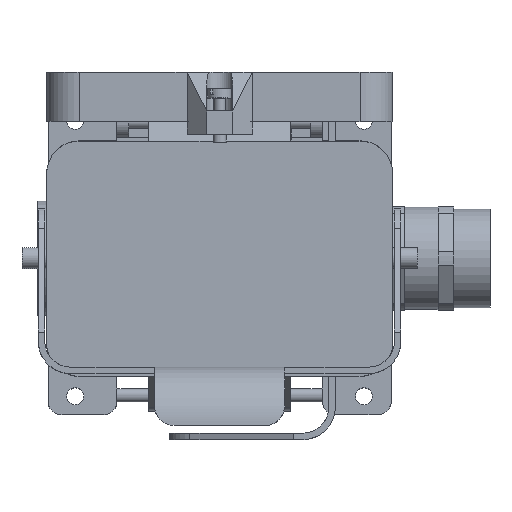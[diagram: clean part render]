
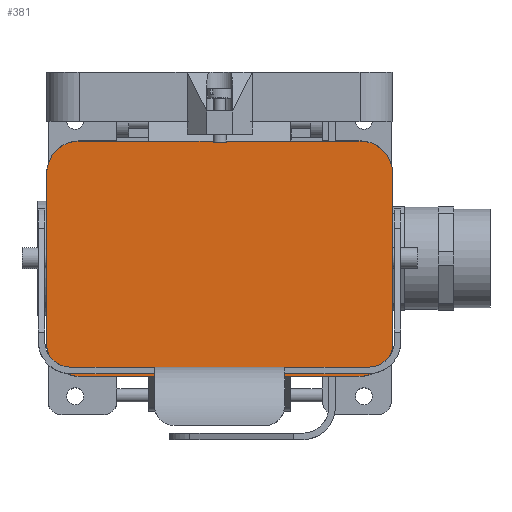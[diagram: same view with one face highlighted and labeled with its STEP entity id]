
A CAD part, top view. The second image highlights one B-rep face of the part: STEP entity #381.
In plain terms, the highlighted planar face has unit normal (0, 0, 1).
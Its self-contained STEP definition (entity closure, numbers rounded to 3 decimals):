
#381 = ADVANCED_FACE( '', ( #1019 ), #1020, .T. );
#1019 = FACE_OUTER_BOUND( '', #2000, .T. );
#1020 = PLANE( '', #2001 );
#2000 = EDGE_LOOP( '', ( #3078, #3079, #3080, #3081, #3082, #3083, #3084, #3085, #3086, #3087, #3088, #3089, #3090, #3091 ) );
#2001 = AXIS2_PLACEMENT_3D( '', #3092, #3093, #3094 );
#3078 = ORIENTED_EDGE( '', *, *, #5711, .F. );
#3079 = ORIENTED_EDGE( '', *, *, #5712, .T. );
#3080 = ORIENTED_EDGE( '', *, *, #5713, .T. );
#3081 = ORIENTED_EDGE( '', *, *, #5714, .F. );
#3082 = ORIENTED_EDGE( '', *, *, #5715, .F. );
#3083 = ORIENTED_EDGE( '', *, *, #5716, .F. );
#3084 = ORIENTED_EDGE( '', *, *, #5717, .T. );
#3085 = ORIENTED_EDGE( '', *, *, #5718, .T. );
#3086 = ORIENTED_EDGE( '', *, *, #5719, .F. );
#3087 = ORIENTED_EDGE( '', *, *, #5720, .T. );
#3088 = ORIENTED_EDGE( '', *, *, #5721, .T. );
#3089 = ORIENTED_EDGE( '', *, *, #5722, .T. );
#3090 = ORIENTED_EDGE( '', *, *, #5723, .F. );
#3091 = ORIENTED_EDGE( '', *, *, #5724, .F. );
#3092 = CARTESIAN_POINT( '', ( -54., 32.75, 19. ) );
#3093 = DIRECTION( '', ( 0., 0., 1. ) );
#3094 = DIRECTION( '', ( 1., 0., 0. ) );
#5711 = EDGE_CURVE( '', #6844, #6845, #6846, .T. );
#5712 = EDGE_CURVE( '', #6844, #6847, #6848, .T. );
#5713 = EDGE_CURVE( '', #6847, #6849, #6850, .T. );
#5714 = EDGE_CURVE( '', #6851, #6849, #6852, .T. );
#5715 = EDGE_CURVE( '', #6853, #6851, #6854, .T. );
#5716 = EDGE_CURVE( '', #6855, #6853, #6856, .T. );
#5717 = EDGE_CURVE( '', #6855, #6857, #6858, .T. );
#5718 = EDGE_CURVE( '', #6857, #6859, #6860, .F. );
#5719 = EDGE_CURVE( '', #6861, #6859, #6862, .T. );
#5720 = EDGE_CURVE( '', #6861, #6863, #6864, .T. );
#5721 = EDGE_CURVE( '', #6863, #6865, #6866, .T. );
#5722 = EDGE_CURVE( '', #6865, #6867, #6868, .T. );
#5723 = EDGE_CURVE( '', #6869, #6867, #6870, .T. );
#5724 = EDGE_CURVE( '', #6845, #6869, #6871, .T. );
#6844 = VERTEX_POINT( '', #8494 );
#6845 = VERTEX_POINT( '', #8495 );
#6846 = LINE( '', #8496, #8497 );
#6847 = VERTEX_POINT( '', #8498 );
#6848 = LINE( '', #8499, #8500 );
#6849 = VERTEX_POINT( '', #8501 );
#6850 = CIRCLE( '', #8502, 12.5 );
#6851 = VERTEX_POINT( '', #8503 );
#6852 = LINE( '', #8504, #8505 );
#6853 = VERTEX_POINT( '', #8506 );
#6854 = CIRCLE( '', #8507, 12.5 );
#6855 = VERTEX_POINT( '', #8508 );
#6856 = LINE( '', #8509, #8510 );
#6857 = VERTEX_POINT( '', #8511 );
#6858 = LINE( '', #8512, #8513 );
#6859 = VERTEX_POINT( '', #8514 );
#6860 = CIRCLE( '', #8515, 5. );
#6861 = VERTEX_POINT( '', #8516 );
#6862 = LINE( '', #8517, #8518 );
#6863 = VERTEX_POINT( '', #8519 );
#6864 = LINE( '', #8520, #8521 );
#6865 = VERTEX_POINT( '', #8522 );
#6866 = CIRCLE( '', #8523, 12.5 );
#6867 = VERTEX_POINT( '', #8524 );
#6868 = LINE( '', #8525, #8526 );
#6869 = VERTEX_POINT( '', #8527 );
#6870 = CIRCLE( '', #8528, 12.5 );
#6871 = LINE( '', #8529, #8530 );
#8494 = CARTESIAN_POINT( '', ( 27.25, -45.25, 19. ) );
#8495 = CARTESIAN_POINT( '', ( -27.25, -45.25, 19. ) );
#8496 = CARTESIAN_POINT( '', ( 0., -45.25, 19. ) );
#8497 = VECTOR( '', #10632, 1000. );
#8498 = CARTESIAN_POINT( '', ( 54., -45.25, 19. ) );
#8499 = CARTESIAN_POINT( '', ( 0., -45.25, 19. ) );
#8500 = VECTOR( '', #10633, 1000. );
#8501 = CARTESIAN_POINT( '', ( 66.5, -32.75, 19. ) );
#8502 = AXIS2_PLACEMENT_3D( '', #10634, #10635, #10636 );
#8503 = CARTESIAN_POINT( '', ( 66.5, 32.75, 19. ) );
#8504 = CARTESIAN_POINT( '', ( 66.5, 32.75, 19. ) );
#8505 = VECTOR( '', #10637, 1000. );
#8506 = CARTESIAN_POINT( '', ( 54., 45.25, 19. ) );
#8507 = AXIS2_PLACEMENT_3D( '', #10638, #10639, #10640 );
#8508 = CARTESIAN_POINT( '', ( 12.5, 45.25, 19. ) );
#8509 = CARTESIAN_POINT( '', ( 0., 45.25, 19. ) );
#8510 = VECTOR( '', #10641, 1000. );
#8511 = CARTESIAN_POINT( '', ( 4.33, 45.25, 19. ) );
#8512 = CARTESIAN_POINT( '', ( 132.126, 45.25, 19. ) );
#8513 = VECTOR( '', #10642, 1000. );
#8514 = CARTESIAN_POINT( '', ( -4.33, 45.25, 19. ) );
#8515 = AXIS2_PLACEMENT_3D( '', #10643, #10644, #10645 );
#8516 = CARTESIAN_POINT( '', ( -12.5, 45.25, 19. ) );
#8517 = CARTESIAN_POINT( '', ( -132.126, 45.25, 19. ) );
#8518 = VECTOR( '', #10646, 1000. );
#8519 = CARTESIAN_POINT( '', ( -54., 45.25, 19. ) );
#8520 = CARTESIAN_POINT( '', ( 0., 45.25, 19. ) );
#8521 = VECTOR( '', #10647, 1000. );
#8522 = CARTESIAN_POINT( '', ( -66.5, 32.75, 19. ) );
#8523 = AXIS2_PLACEMENT_3D( '', #10648, #10649, #10650 );
#8524 = CARTESIAN_POINT( '', ( -66.5, -32.75, 19. ) );
#8525 = CARTESIAN_POINT( '', ( -66.5, 32.75, 19. ) );
#8526 = VECTOR( '', #10651, 1000. );
#8527 = CARTESIAN_POINT( '', ( -54., -45.25, 19. ) );
#8528 = AXIS2_PLACEMENT_3D( '', #10652, #10653, #10654 );
#8529 = CARTESIAN_POINT( '', ( 0., -45.25, 19. ) );
#8530 = VECTOR( '', #10655, 1000. );
#10632 = DIRECTION( '', ( -1., 0., 0. ) );
#10633 = DIRECTION( '', ( 1., 0., 0. ) );
#10634 = CARTESIAN_POINT( '', ( 54., -32.75, 19. ) );
#10635 = DIRECTION( '', ( 0., 0., 1. ) );
#10636 = DIRECTION( '', ( -1., 0., 0. ) );
#10637 = DIRECTION( '', ( 0., -1., 0. ) );
#10638 = CARTESIAN_POINT( '', ( 54., 32.75, 19. ) );
#10639 = DIRECTION( '', ( 0., 0., -1. ) );
#10640 = DIRECTION( '', ( -1., 0., 0. ) );
#10641 = DIRECTION( '', ( 1., 0., 0. ) );
#10642 = DIRECTION( '', ( -1., 0., 0. ) );
#10643 = CARTESIAN_POINT( '', ( 0., 47.75, 19. ) );
#10644 = DIRECTION( '', ( 0., 0., 1. ) );
#10645 = DIRECTION( '', ( 1., 0., 0. ) );
#10646 = DIRECTION( '', ( 1., 0., 0. ) );
#10647 = DIRECTION( '', ( -1., 0., 0. ) );
#10648 = CARTESIAN_POINT( '', ( -54., 32.75, 19. ) );
#10649 = DIRECTION( '', ( 0., 0., 1. ) );
#10650 = DIRECTION( '', ( 1., 0., 0. ) );
#10651 = DIRECTION( '', ( 0., -1., 0. ) );
#10652 = CARTESIAN_POINT( '', ( -54., -32.75, 19. ) );
#10653 = DIRECTION( '', ( 0., 0., -1. ) );
#10654 = DIRECTION( '', ( 1., 0., 0. ) );
#10655 = DIRECTION( '', ( -1., 0., 0. ) );
